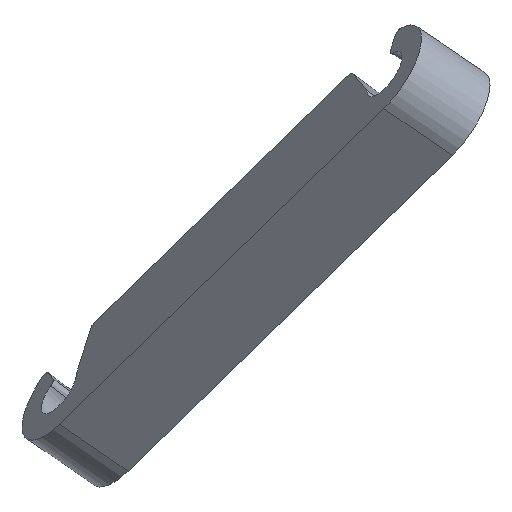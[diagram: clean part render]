
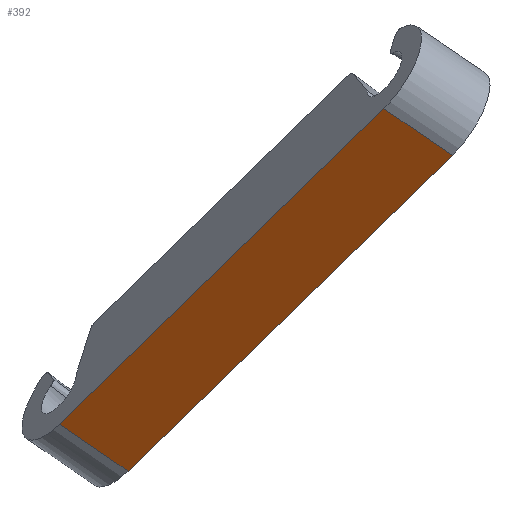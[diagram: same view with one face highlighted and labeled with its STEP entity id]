
A CAD part, isometric view. The second image highlights one B-rep face of the part: STEP entity #392.
In plain terms, the highlighted planar face has unit normal (-0.707, -0.707, 0).
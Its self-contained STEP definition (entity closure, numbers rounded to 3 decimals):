
#26=PLANE('',#450);
#27=LINE('',#682,#47);
#33=LINE('',#857,#53);
#45=LINE('',#1106,#65);
#46=LINE('',#1119,#66);
#47=VECTOR('',#461,10.);
#53=VECTOR('',#489,10.);
#65=VECTOR('',#551,10.);
#66=VECTOR('',#556,10.);
#100=FACE_OUTER_BOUND('',#122,.T.);
#122=EDGE_LOOP('',(#363,#364,#365,#366));
#159=VERTEX_POINT('',#679);
#160=VERTEX_POINT('',#681);
#177=VERTEX_POINT('',#855);
#192=VERTEX_POINT('',#1104);
#198=EDGE_CURVE('',#160,#159,#27,.T.);
#217=EDGE_CURVE('',#177,#159,#33,.T.);
#247=EDGE_CURVE('',#192,#177,#45,.T.);
#249=EDGE_CURVE('',#160,#192,#46,.T.);
#363=ORIENTED_EDGE('',*,*,#249,.F.);
#364=ORIENTED_EDGE('',*,*,#198,.T.);
#365=ORIENTED_EDGE('',*,*,#217,.F.);
#366=ORIENTED_EDGE('',*,*,#247,.F.);
#392=ADVANCED_FACE('',(#100),#26,.T.);
#450=AXIS2_PLACEMENT_3D('',#1131,#559,#560);
#461=DIRECTION('',(0.542,-0.542,-0.643));
#489=DIRECTION('',(-0.455,0.455,-0.766));
#551=DIRECTION('',(0.542,-0.542,-0.643));
#556=DIRECTION('',(0.455,-0.455,0.766));
#559=DIRECTION('center_axis',(-0.707,-0.707,0.));
#560=DIRECTION('ref_axis',(-0.455,0.455,-0.766));
#679=CARTESIAN_POINT('',(-80.713,6.001,96.674));
#681=CARTESIAN_POINT('',(-84.504,9.793,101.174));
#682=CARTESIAN_POINT('',(-84.504,9.793,101.174));
#855=CARTESIAN_POINT('',(-62.757,-11.954,126.937));
#857=CARTESIAN_POINT('',(-80.713,6.001,96.674));
#1104=CARTESIAN_POINT('',(-66.549,-8.162,131.436));
#1106=CARTESIAN_POINT('',(-66.549,-8.162,131.436));
#1119=CARTESIAN_POINT('',(-84.504,9.793,101.174));
#1131=CARTESIAN_POINT('Origin',(-66.549,-8.162,131.436));
